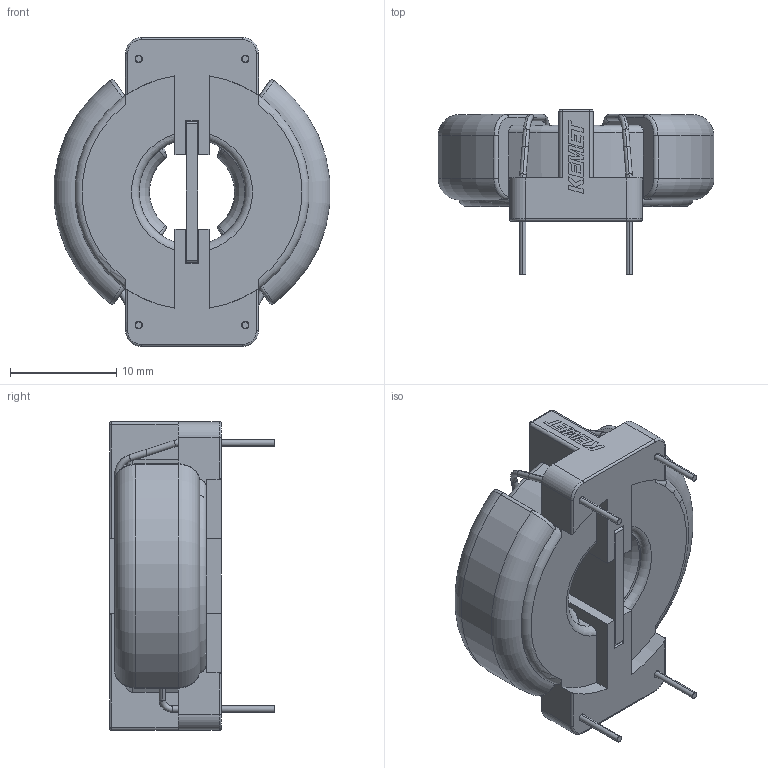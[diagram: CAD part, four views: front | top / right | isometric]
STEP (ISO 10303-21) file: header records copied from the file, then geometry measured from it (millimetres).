
FILE_DESCRIPTION (( 'STEP AP214' ), '1' );
FILE_NAME ('SC-03-10JS.STEP', '2019-02-04T01:38:11', ( '' ), ( '' ), 'SwSTEP 2.0', 'SolidWorks 2018', '' );
FILE_SCHEMA (( 'AUTOMOTIVE_DESIGN' ));
Length unit declared in the file: millimetre
Products named in the file (1): SC-03-10JS
Bounding box: 25.91 x 15.49 x 29 mm (x, y, z)
Volume: 4037.5 mm3; surface area: 3227.2 mm2
Topology: 1 solids, 5 shells, 337 faces, 924 edges, 600 vertices
Faces by surface type: plane 140, cylinder 125, torus 56, bspline 16
Entity records: 15373 total; most frequent: CARTESIAN_POINT 2988, ORIENTED_EDGE 1848, DIRECTION 1826, EDGE_CURVE 924, AXIS2_PLACEMENT_3D 666, VERTEX_POINT 600, VECTOR 494, LINE 494
